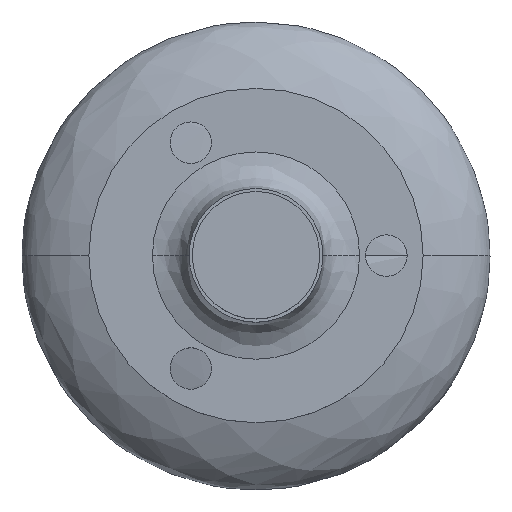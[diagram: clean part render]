
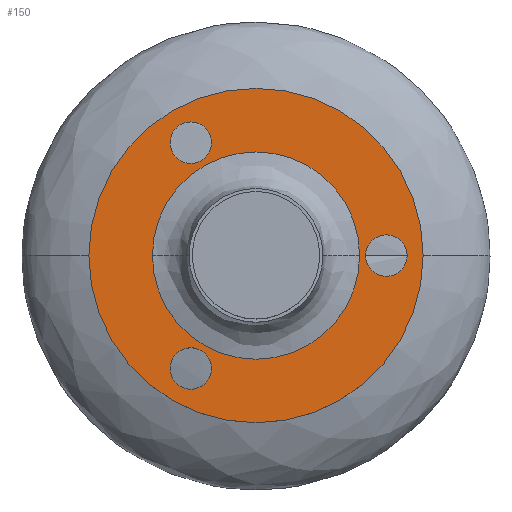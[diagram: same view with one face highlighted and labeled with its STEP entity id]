
A CAD part, top view. The second image highlights one B-rep face of the part: STEP entity #150.
In plain terms, the highlighted planar face has unit normal (0, 0, 1).
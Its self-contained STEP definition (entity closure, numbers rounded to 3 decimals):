
#150=ADVANCED_FACE('',(#192,#193,#194,#195,#196),#191,.T.);
#191=PLANE('',#478);
#192=FACE_OUTER_BOUND('',#479,.T.);
#193=FACE_BOUND('',#480,.T.);
#194=FACE_BOUND('',#481,.T.);
#195=FACE_BOUND('',#482,.T.);
#196=FACE_BOUND('',#483,.T.);
#475=CARTESIAN_POINT('',(-16.25,-25.981,-14.585));
#476=DIRECTION('',(0.,0.,1.));
#477=DIRECTION('',(1.,0.,0.));
#478=AXIS2_PLACEMENT_3D('',#475,#476,#477);
#479=EDGE_LOOP('',(#751,#752));
#480=EDGE_LOOP('',(#753,#754));
#481=EDGE_LOOP('',(#755,#756));
#482=EDGE_LOOP('',(#757,#758));
#483=EDGE_LOOP('',(#759,#760));
#751=ORIENTED_EDGE('',*,*,#867,.F.);
#752=ORIENTED_EDGE('',*,*,#868,.F.);
#753=ORIENTED_EDGE('',*,*,#869,.F.);
#754=ORIENTED_EDGE('',*,*,#870,.F.);
#755=ORIENTED_EDGE('',*,*,#871,.T.);
#756=ORIENTED_EDGE('',*,*,#872,.T.);
#757=ORIENTED_EDGE('',*,*,#873,.F.);
#758=ORIENTED_EDGE('',*,*,#874,.F.);
#759=ORIENTED_EDGE('',*,*,#875,.F.);
#760=ORIENTED_EDGE('',*,*,#876,.F.);
#867=EDGE_CURVE('',#985,#986,#987,.T.);
#868=EDGE_CURVE('',#986,#985,#993,.T.);
#869=EDGE_CURVE('',#999,#1000,#1001,.T.);
#870=EDGE_CURVE('',#1000,#999,#1007,.T.);
#871=EDGE_CURVE('',#1013,#1014,#1015,.T.);
#872=EDGE_CURVE('',#1014,#1013,#1021,.T.);
#873=EDGE_CURVE('',#1027,#1028,#1029,.T.);
#874=EDGE_CURVE('',#1028,#1027,#1035,.T.);
#875=EDGE_CURVE('',#1041,#1042,#1043,.T.);
#876=EDGE_CURVE('',#1042,#1041,#1049,.T.);
#985=VERTEX_POINT('',#1350);
#986=VERTEX_POINT('',#1351);
#987=CIRCLE('',#1355,12.5);
#993=CIRCLE('',#1359,12.5);
#999=VERTEX_POINT('',#1360);
#1000=VERTEX_POINT('',#1361);
#1001=CIRCLE('',#1365,1.55);
#1007=CIRCLE('',#1369,1.55);
#1013=VERTEX_POINT('',#1370);
#1014=VERTEX_POINT('',#1371);
#1015=CIRCLE('',#1375,7.75);
#1021=CIRCLE('',#1379,7.75);
#1027=VERTEX_POINT('',#1380);
#1028=VERTEX_POINT('',#1381);
#1029=CIRCLE('',#1385,1.55);
#1035=CIRCLE('',#1389,1.55);
#1041=VERTEX_POINT('',#1390);
#1042=VERTEX_POINT('',#1391);
#1043=CIRCLE('',#1395,1.55);
#1049=CIRCLE('',#1399,1.55);
#1350=CARTESIAN_POINT('',(12.5,0.,-14.585));
#1351=CARTESIAN_POINT('',(-12.5,0.,-14.585));
#1352=CARTESIAN_POINT('',(0.,0.,-14.585));
#1353=DIRECTION('',(0.,0.,-1.));
#1354=DIRECTION('',(-1.,0.,0.));
#1355=AXIS2_PLACEMENT_3D('',#1352,#1353,#1354);
#1356=CARTESIAN_POINT('',(0.,0.,-14.585));
#1357=DIRECTION('',(0.,0.,-1.));
#1358=DIRECTION('',(-1.,0.,0.));
#1359=AXIS2_PLACEMENT_3D('',#1356,#1357,#1358);
#1360=CARTESIAN_POINT('',(11.3,0.,-14.585));
#1361=CARTESIAN_POINT('',(8.2,0.,-14.585));
#1362=CARTESIAN_POINT('',(9.75,0.,-14.585));
#1363=DIRECTION('',(0.,0.,1.));
#1364=DIRECTION('',(-1.,0.,0.));
#1365=AXIS2_PLACEMENT_3D('',#1362,#1363,#1364);
#1366=CARTESIAN_POINT('',(9.75,0.,-14.585));
#1367=DIRECTION('',(0.,0.,1.));
#1368=DIRECTION('',(-1.,0.,0.));
#1369=AXIS2_PLACEMENT_3D('',#1366,#1367,#1368);
#1370=CARTESIAN_POINT('',(-7.75,0.,-14.585));
#1371=CARTESIAN_POINT('',(7.75,0.,-14.585));
#1372=CARTESIAN_POINT('',(0.,0.,-14.585));
#1373=DIRECTION('',(0.,0.,-1.));
#1374=DIRECTION('',(-1.,0.,0.));
#1375=AXIS2_PLACEMENT_3D('',#1372,#1373,#1374);
#1376=CARTESIAN_POINT('',(0.,0.,-14.585));
#1377=DIRECTION('',(0.,0.,-1.));
#1378=DIRECTION('',(-1.,0.,0.));
#1379=AXIS2_PLACEMENT_3D('',#1376,#1377,#1378);
#1380=CARTESIAN_POINT('',(-3.325,-8.444,-14.585));
#1381=CARTESIAN_POINT('',(-6.425,-8.444,-14.585));
#1382=CARTESIAN_POINT('',(-4.875,-8.444,-14.585));
#1383=DIRECTION('',(0.,0.,1.));
#1384=DIRECTION('',(-1.,0.,0.));
#1385=AXIS2_PLACEMENT_3D('',#1382,#1383,#1384);
#1386=CARTESIAN_POINT('',(-4.875,-8.444,-14.585));
#1387=DIRECTION('',(0.,0.,1.));
#1388=DIRECTION('',(-1.,0.,0.));
#1389=AXIS2_PLACEMENT_3D('',#1386,#1387,#1388);
#1390=CARTESIAN_POINT('',(-3.325,8.444,-14.585));
#1391=CARTESIAN_POINT('',(-6.425,8.444,-14.585));
#1392=CARTESIAN_POINT('',(-4.875,8.444,-14.585));
#1393=DIRECTION('',(0.,0.,1.));
#1394=DIRECTION('',(-1.,0.,0.));
#1395=AXIS2_PLACEMENT_3D('',#1392,#1393,#1394);
#1396=CARTESIAN_POINT('',(-4.875,8.444,-14.585));
#1397=DIRECTION('',(0.,0.,1.));
#1398=DIRECTION('',(-1.,0.,0.));
#1399=AXIS2_PLACEMENT_3D('',#1396,#1397,#1398);
